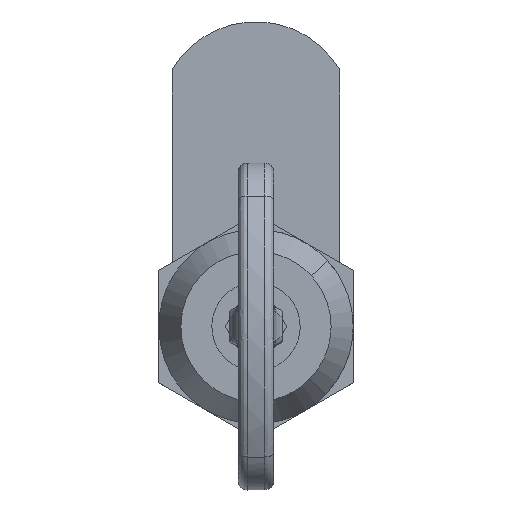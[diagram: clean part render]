
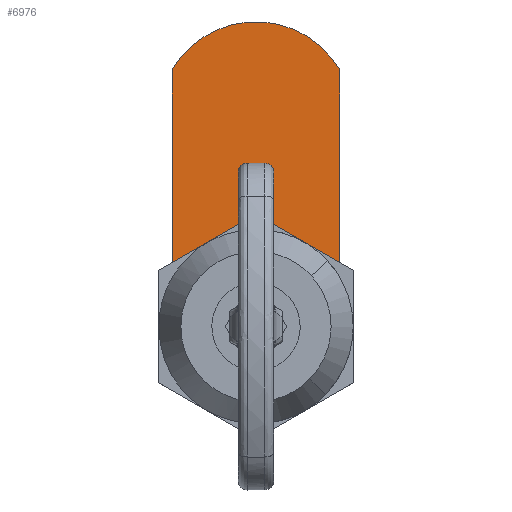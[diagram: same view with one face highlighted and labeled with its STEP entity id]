
A CAD part, front view. The second image highlights one B-rep face of the part: STEP entity #6976.
In plain terms, the highlighted free-form (B-spline) face has degree [1, 1] with [2, 2] control points.
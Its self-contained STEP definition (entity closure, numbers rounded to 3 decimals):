
#6870=CARTESIAN_POINT('',(-10.449,23.7,36.773));
#6871=CARTESIAN_POINT('',(10.449,23.7,36.773));
#6872=CARTESIAN_POINT('',(-10.449,23.7,-13.273));
#6873=CARTESIAN_POINT('',(10.449,23.7,-13.273));
#6874=B_SPLINE_SURFACE_WITH_KNOTS('',1,1,((#6870,#6872),(#6871,#6873)),.UNSPECIFIED.,.F.,.F.,.U.,(2,2),(2,2),(0.0,20.898),(0.0,50.046),.UNSPECIFIED.);
#6875=CARTESIAN_POINT('',(9.5,23.7,-5.545));
#6876=VERTEX_POINT('',#6875);
#6877=CARTESIAN_POINT('',(9.5,23.7,29.045));
#6878=VERTEX_POINT('',#6877);
#6879=CARTESIAN_POINT('',(9.5,23.7,-5.545));
#6880=CARTESIAN_POINT('',(9.5,23.7,29.045));
#6881=QUASI_UNIFORM_CURVE('',1,(#6879,#6880),.UNSPECIFIED.,.F.,.U.);
#6882=EDGE_CURVE('',#6876,#6878,#6881,.T.);
#6883=ORIENTED_EDGE('',*,*,#6882,.T.);
#6884=CARTESIAN_POINT('',(-9.5,23.7,29.045));
#6885=VERTEX_POINT('',#6884);
#6886=CARTESIAN_POINT('',(9.5,23.7,29.045));
#6887=CARTESIAN_POINT('',(9.003,23.7,29.896));
#6888=CARTESIAN_POINT('',(8.058,23.7,31.108));
#6889=CARTESIAN_POINT('',(6.547,23.7,32.381));
#6890=CARTESIAN_POINT('',(5.309,23.7,33.167));
#6891=CARTESIAN_POINT('',(3.982,23.7,33.792));
#6892=CARTESIAN_POINT('',(2.295,23.7,34.316));
#6893=CARTESIAN_POINT('',(0.36,23.7,34.562));
#6894=CARTESIAN_POINT('',(-1.854,23.7,34.417));
#6895=CARTESIAN_POINT('',(-3.942,23.7,33.851));
#6896=CARTESIAN_POINT('',(-5.788,23.7,32.917));
#6897=CARTESIAN_POINT('',(-7.11,23.7,31.934));
#6898=CARTESIAN_POINT('',(-8.377,23.7,30.707));
#6899=CARTESIAN_POINT('',(-9.094,23.7,29.742));
#6900=CARTESIAN_POINT('',(-9.5,23.7,29.045));
#6901=B_SPLINE_CURVE_WITH_KNOTS('',3,(#6886,#6887,#6888,#6889,#6890,#6891,#6892,#6893,#6894,#6895,#6896,#6897,#6898,#6899,#6900),.UNSPECIFIED.,.F.,.U.,(4,1,1,1,1,1,1,1,1,1,1,1,4),(0.,2.956,4.569,5.913,7.346,8.958,11.198,13.169,15.588,17.648,19.35,20.515,22.934),.UNSPECIFIED.);
#6902=EDGE_CURVE('',#6878,#6885,#6901,.T.);
#6903=ORIENTED_EDGE('',*,*,#6902,.T.);
#6904=CARTESIAN_POINT('',(-9.5,23.7,-5.545));
#6905=VERTEX_POINT('',#6904);
#6906=CARTESIAN_POINT('',(-9.5,23.7,29.045));
#6907=CARTESIAN_POINT('',(-9.5,23.7,-5.545));
#6908=QUASI_UNIFORM_CURVE('',1,(#6906,#6907),.UNSPECIFIED.,.F.,.U.);
#6909=EDGE_CURVE('',#6885,#6905,#6908,.T.);
#6910=ORIENTED_EDGE('',*,*,#6909,.T.);
#6911=CARTESIAN_POINT('',(-9.5,23.7,-5.545));
#6912=CARTESIAN_POINT('',(-9.199,23.7,-6.061));
#6913=CARTESIAN_POINT('',(-8.478,23.7,-7.093));
#6914=CARTESIAN_POINT('',(-7.233,23.7,-8.349));
#6915=CARTESIAN_POINT('',(-5.759,23.7,-9.427));
#6916=CARTESIAN_POINT('',(-4.184,23.7,-10.231));
#6917=CARTESIAN_POINT('',(-2.238,23.7,-10.836));
#6918=CARTESIAN_POINT('',(-0.359,23.7,-11.051));
#6919=CARTESIAN_POINT('',(1.344,23.7,-10.947));
#6920=CARTESIAN_POINT('',(2.872,23.7,-10.658));
#6921=CARTESIAN_POINT('',(4.262,23.7,-10.182));
#6922=CARTESIAN_POINT('',(5.673,23.7,-9.461));
#6923=CARTESIAN_POINT('',(6.833,23.7,-8.663));
#6924=CARTESIAN_POINT('',(8.228,23.7,-7.396));
#6925=CARTESIAN_POINT('',(9.049,23.7,-6.319));
#6926=CARTESIAN_POINT('',(9.5,23.7,-5.545));
#6927=B_SPLINE_CURVE_WITH_KNOTS('',3,(#6911,#6912,#6913,#6914,#6915,#6916,#6917,#6918,#6919,#6920,#6921,#6922,#6923,#6924,#6925,#6926),.UNSPECIFIED.,.F.,.U.,(4,1,1,1,1,1,1,1,1,1,1,1,1,4),(0.,1.792,3.763,5.286,7.256,9.048,11.377,12.9,14.154,16.036,17.29,18.902,20.246,22.934),.UNSPECIFIED.);
#6928=EDGE_CURVE('',#6905,#6876,#6927,.T.);
#6929=ORIENTED_EDGE('',*,*,#6928,.T.);
#6930=EDGE_LOOP('',(#6883,#6903,#6910,#6929));
#6931=FACE_OUTER_BOUND('',#6930,.T.);
#6932=CARTESIAN_POINT('',(2.55,23.7,3.146));
#6933=VERTEX_POINT('',#6932);
#6934=CARTESIAN_POINT('',(-2.55,23.7,3.146));
#6935=VERTEX_POINT('',#6934);
#6936=CARTESIAN_POINT('',(2.55,23.7,3.146));
#6937=CARTESIAN_POINT('',(2.215,23.7,3.418));
#6938=CARTESIAN_POINT('',(1.559,23.7,3.795));
#6939=CARTESIAN_POINT('',(0.605,23.7,4.033));
#6940=CARTESIAN_POINT('',(-0.317,23.7,4.072));
#6941=CARTESIAN_POINT('',(-1.402,23.7,3.874));
#6942=CARTESIAN_POINT('',(-2.171,23.7,3.454));
#6943=CARTESIAN_POINT('',(-2.55,23.7,3.146));
#6944=B_SPLINE_CURVE_WITH_KNOTS('',3,(#6936,#6937,#6938,#6939,#6940,#6941,#6942,#6943),.UNSPECIFIED.,.F.,.U.,(4,1,1,1,1,4),(0.,1.293,2.241,2.931,4.051,5.517),.UNSPECIFIED.);
#6945=EDGE_CURVE('',#6933,#6935,#6944,.T.);
#6946=ORIENTED_EDGE('',*,*,#6945,.F.);
#6947=CARTESIAN_POINT('',(2.55,23.7,-3.146));
#6948=VERTEX_POINT('',#6947);
#6949=CARTESIAN_POINT('',(2.55,23.7,-3.146));
#6950=CARTESIAN_POINT('',(2.55,23.7,3.146));
#6951=QUASI_UNIFORM_CURVE('',1,(#6949,#6950),.UNSPECIFIED.,.F.,.U.);
#6952=EDGE_CURVE('',#6948,#6933,#6951,.T.);
#6953=ORIENTED_EDGE('',*,*,#6952,.F.);
#6954=CARTESIAN_POINT('',(-2.55,23.7,-3.146));
#6955=VERTEX_POINT('',#6954);
#6956=CARTESIAN_POINT('',(-2.55,23.7,-3.146));
#6957=CARTESIAN_POINT('',(-2.304,23.7,-3.345));
#6958=CARTESIAN_POINT('',(-1.864,23.7,-3.624));
#6959=CARTESIAN_POINT('',(-1.167,23.7,-3.896));
#6960=CARTESIAN_POINT('',(-0.518,23.7,-4.036));
#6961=CARTESIAN_POINT('',(0.26,23.7,-4.07));
#6962=CARTESIAN_POINT('',(1.059,23.7,-3.941));
#6963=CARTESIAN_POINT('',(1.866,23.7,-3.626));
#6964=CARTESIAN_POINT('',(2.327,23.7,-3.327));
#6965=CARTESIAN_POINT('',(2.55,23.7,-3.146));
#6966=B_SPLINE_CURVE_WITH_KNOTS('',3,(#6956,#6957,#6958,#6959,#6960,#6961,#6962,#6963,#6964,#6965),.UNSPECIFIED.,.F.,.U.,(4,1,1,1,1,1,1,4),(0.,0.948,1.552,2.241,2.931,3.879,4.655,5.517),.UNSPECIFIED.);
#6967=EDGE_CURVE('',#6955,#6948,#6966,.T.);
#6968=ORIENTED_EDGE('',*,*,#6967,.F.);
#6969=CARTESIAN_POINT('',(-2.55,23.7,3.146));
#6970=CARTESIAN_POINT('',(-2.55,23.7,-3.146));
#6971=QUASI_UNIFORM_CURVE('',1,(#6969,#6970),.UNSPECIFIED.,.F.,.U.);
#6972=EDGE_CURVE('',#6935,#6955,#6971,.T.);
#6973=ORIENTED_EDGE('',*,*,#6972,.F.);
#6974=EDGE_LOOP('',(#6946,#6953,#6968,#6973));
#6975=FACE_BOUND('',#6974,.T.);
#6976=ADVANCED_FACE('',(#6931,#6975),#6874,.F.);
